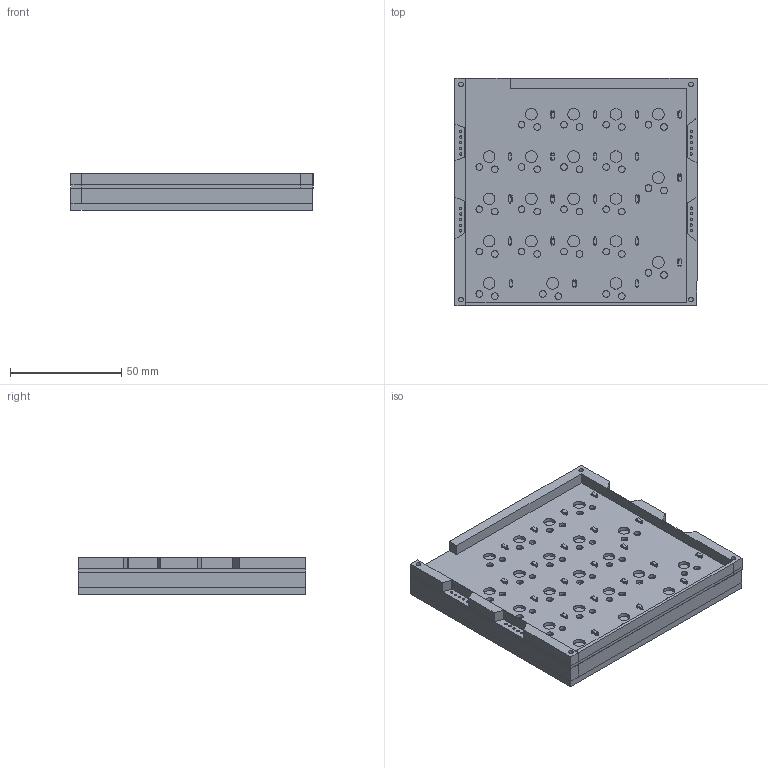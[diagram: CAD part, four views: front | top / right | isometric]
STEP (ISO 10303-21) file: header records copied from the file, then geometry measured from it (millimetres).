
FILE_DESCRIPTION(/* description */ ('KiCad electronic assembly'),/* implementation_level */ '2;1');
FILE_NAME(/* name */ 'danger_keypad keyboard v2.step',/* time_stamp */ '2025-12-27T09:55:50-05:00',/* author */ (''),/* organization */ (''),/* preprocessor_version */ 'ST-DEVELOPER v20.1',/* originating_system */ 'Autodesk Translation Framework v14.10.0.0',/* authorisation */ '');
FILE_SCHEMA (('AUTOMOTIVE_DESIGN { 1 0 10303 214 3 1 1 }'));
Length unit declared in the file: millimetre
Products named in the file (4): danger_keypad keyboard 1; SSOP-24_5.3x8.2mm_P0.65mm; danger_keypad keyboard_PCB; D_SOD-123
Assembly tree (23 placements, depth 2):
  danger_keypad keyboard 1
    D_SOD-123  x21
    SSOP-24_5.3x8.2mm_P0.65mm
    danger_keypad keyboard_PCB
Bounding box: 109.08 x 102.42 x 16.51 mm (x, y, z)
Volume: 148354.1 mm3; surface area: 69422.5 mm2
Topology: 31 solids, 31 shells, 1832 faces, 4721 edges, 2973 vertices
Faces by surface type: plane 1453, cylinder 379
Full cylindrical faces by diameter (mm): 1.05 x40, 2.1 x12, 3 x42, 5.25 x21
Entity records: 21509 total; most frequent: CARTESIAN_POINT 3573, DIRECTION 3558, ORIENTED_EDGE 3522, EDGE_CURVE 1761, LINE 1322, VECTOR 1322, VERTEX_POINT 1133, AXIS2_PLACEMENT_3D 1118
